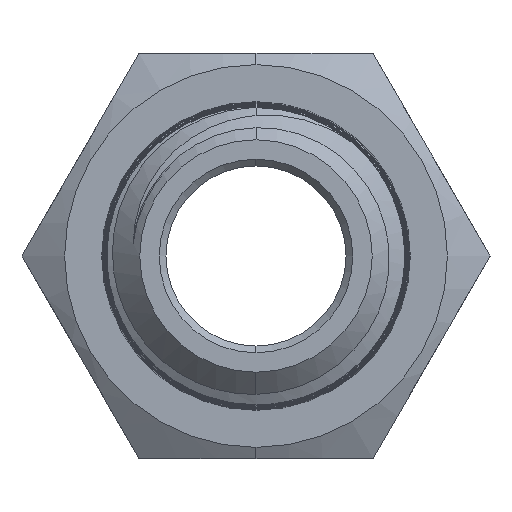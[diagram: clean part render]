
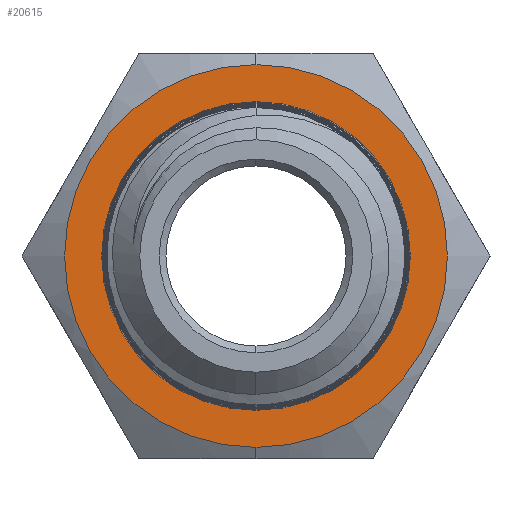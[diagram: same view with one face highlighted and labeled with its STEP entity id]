
A CAD part, front view. The second image highlights one B-rep face of the part: STEP entity #20615.
In plain terms, the highlighted planar face has unit normal (0, -1, 0).
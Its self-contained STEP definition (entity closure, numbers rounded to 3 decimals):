
#470 = CIRCLE ( 'NONE', #30184, 6.855 ) ;
#5242 = AXIS2_PLACEMENT_3D ( 'NONE', #33276, #12569, #36782 ) ;
#5284 = FACE_BOUND ( 'NONE', #37516, .T. ) ;
#5402 = DIRECTION ( 'NONE',  ( 0., 1., 0. ) ) ;
#5450 = EDGE_LOOP ( 'NONE', ( #32598, #11109 ) ) ;
#6585 = ORIENTED_EDGE ( 'NONE', *, *, #26866, .F. ) ;
#9762 = CARTESIAN_POINT ( 'NONE',  ( 0., 0., -8.5 ) ) ;
#10217 = CARTESIAN_POINT ( 'NONE',  ( 0., 0., 0. ) ) ;
#11109 = ORIENTED_EDGE ( 'NONE', *, *, #33565, .F. ) ;
#11244 = AXIS2_PLACEMENT_3D ( 'NONE', #19550, #16200, #40394 ) ;
#12485 = AXIS2_PLACEMENT_3D ( 'NONE', #17705, #41892, #21208 ) ;
#12569 = DIRECTION ( 'NONE',  ( 0., -1., 0. ) ) ;
#13687 = VERTEX_POINT ( 'NONE', #15090 ) ;
#13717 = DIRECTION ( 'NONE',  ( 0., 0., 1. ) ) ;
#14627 = CARTESIAN_POINT ( 'NONE',  ( 0., 0., 6.855 ) ) ;
#15090 = CARTESIAN_POINT ( 'NONE',  ( 0., 0., 8.5 ) ) ;
#16200 = DIRECTION ( 'NONE',  ( 0., 1., 0. ) ) ;
#16203 = CIRCLE ( 'NONE', #31294, 8.5 ) ;
#16509 = EDGE_CURVE ( 'NONE', #13687, #18406, #32869, .T. ) ;
#16814 = ORIENTED_EDGE ( 'NONE', *, *, #36411, .F. ) ;
#17705 = CARTESIAN_POINT ( 'NONE',  ( 0., 0., 0. ) ) ;
#18406 = VERTEX_POINT ( 'NONE', #9762 ) ;
#19550 = CARTESIAN_POINT ( 'NONE',  ( 0., 0., 0. ) ) ;
#20615 = ADVANCED_FACE ( 'NONE', ( #5284, #22621 ), #26479, .F. ) ;
#21208 = DIRECTION ( 'NONE',  ( 0., 0., 1. ) ) ;
#22621 = FACE_OUTER_BOUND ( 'NONE', #5450, .T. ) ;
#23389 = VERTEX_POINT ( 'NONE', #14627 ) ;
#26106 = CARTESIAN_POINT ( 'NONE',  ( 0., 0., 0. ) ) ;
#26479 = PLANE ( 'NONE',  #11244 ) ;
#26866 = EDGE_CURVE ( 'NONE', #37573, #23389, #37104, .T. ) ;
#29572 = DIRECTION ( 'NONE',  ( 0., 0., 1. ) ) ;
#30184 = AXIS2_PLACEMENT_3D ( 'NONE', #10217, #34427, #13717 ) ;
#31294 = AXIS2_PLACEMENT_3D ( 'NONE', #26106, #5402, #29572 ) ;
#32598 = ORIENTED_EDGE ( 'NONE', *, *, #16509, .F. ) ;
#32869 = CIRCLE ( 'NONE', #12485, 8.5 ) ;
#33276 = CARTESIAN_POINT ( 'NONE',  ( 0., 0., 0. ) ) ;
#33565 = EDGE_CURVE ( 'NONE', #18406, #13687, #16203, .T. ) ;
#34427 = DIRECTION ( 'NONE',  ( 0., -1., 0. ) ) ;
#36411 = EDGE_CURVE ( 'NONE', #23389, #37573, #470, .T. ) ;
#36782 = DIRECTION ( 'NONE',  ( 0., 0., 1. ) ) ;
#37104 = CIRCLE ( 'NONE', #5242, 6.855 ) ;
#37516 = EDGE_LOOP ( 'NONE', ( #16814, #6585 ) ) ;
#37573 = VERTEX_POINT ( 'NONE', #40612 ) ;
#40394 = DIRECTION ( 'NONE',  ( 0., 0., 1. ) ) ;
#40612 = CARTESIAN_POINT ( 'NONE',  ( 0., 0., -6.855 ) ) ;
#41892 = DIRECTION ( 'NONE',  ( 0., 1., 0. ) ) ;
